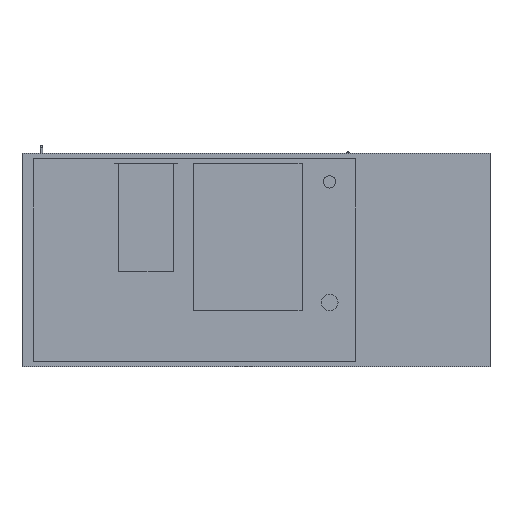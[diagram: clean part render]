
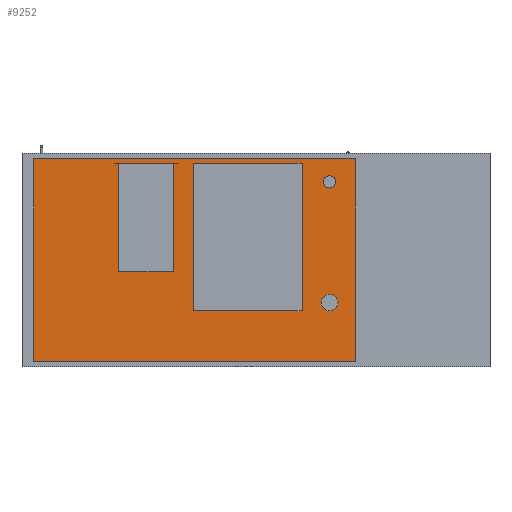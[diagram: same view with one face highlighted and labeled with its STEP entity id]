
A CAD part, front view. The second image highlights one B-rep face of the part: STEP entity #9252.
In plain terms, the highlighted planar face has unit normal (0, -1, 0).
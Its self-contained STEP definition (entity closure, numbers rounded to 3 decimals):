
#501=FACE_OUTER_BOUND('',#1073,.T.);
#1073=EDGE_LOOP('',(#6156,#6157,#6158,#6159));
#1666=LINE('',#13479,#2776);
#1668=LINE('',#13483,#2778);
#1669=LINE('',#13486,#2779);
#1670=LINE('',#13487,#2780);
#2776=VECTOR('',#10750,10.);
#2778=VECTOR('',#10754,10.);
#2779=VECTOR('',#10757,10.);
#2780=VECTOR('',#10758,10.);
#3876=VERTEX_POINT('',#13475);
#3877=VERTEX_POINT('',#13477);
#3878=VERTEX_POINT('',#13481);
#3879=VERTEX_POINT('',#13485);
#4782=EDGE_CURVE('',#3877,#3876,#1666,.T.);
#4784=EDGE_CURVE('',#3877,#3878,#1668,.T.);
#4785=EDGE_CURVE('',#3879,#3878,#1669,.T.);
#4786=EDGE_CURVE('',#3876,#3879,#1670,.T.);
#6156=ORIENTED_EDGE('',*,*,#4784,.T.);
#6157=ORIENTED_EDGE('',*,*,#4785,.F.);
#6158=ORIENTED_EDGE('',*,*,#4786,.F.);
#6159=ORIENTED_EDGE('',*,*,#4782,.F.);
#8797=PLANE('',#9903);
#9252=ADVANCED_FACE('',(#501),#8797,.T.);
#9903=AXIS2_PLACEMENT_3D('',#13484,#10755,#10756);
#10750=DIRECTION('',(0.,0.,1.));
#10754=DIRECTION('',(1.,0.,0.));
#10755=DIRECTION('center_axis',(0.,-1.,0.));
#10756=DIRECTION('ref_axis',(0.,0.,-1.));
#10757=DIRECTION('',(0.,0.,-1.));
#10758=DIRECTION('',(1.,0.,0.));
#13475=CARTESIAN_POINT('',(-525.,-185.,330.));
#13477=CARTESIAN_POINT('',(-525.,-185.,-330.));
#13479=CARTESIAN_POINT('',(-525.,-185.,330.));
#13481=CARTESIAN_POINT('',(525.,-185.,-330.));
#13483=CARTESIAN_POINT('',(0.,-185.,-330.));
#13484=CARTESIAN_POINT('Origin',(0.,-185.,330.));
#13485=CARTESIAN_POINT('',(525.,-185.,330.));
#13486=CARTESIAN_POINT('',(525.,-185.,330.));
#13487=CARTESIAN_POINT('',(0.,-185.,330.));
